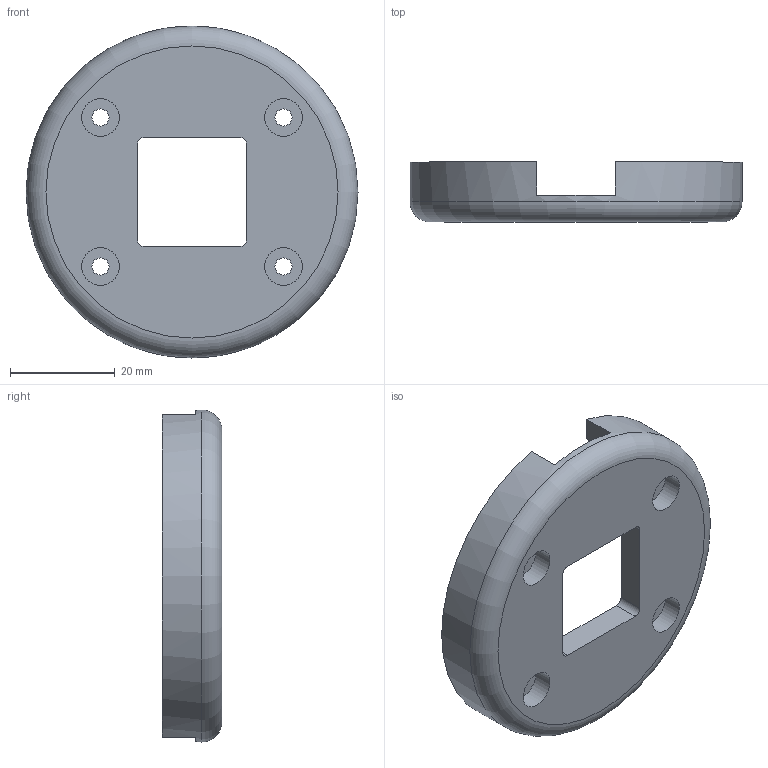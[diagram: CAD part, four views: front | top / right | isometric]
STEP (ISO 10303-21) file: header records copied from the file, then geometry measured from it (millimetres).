
FILE_DESCRIPTION(/* description */ (''),/* implementation_level */ '2;1');
FILE_NAME(/* name */ 'OneButtonCaseTop.step',/* time_stamp */ '2018-01-14T13:35:12-08:00',/* author */ ('ark0'),/* organization */ (''),/* preprocessor_version */ 'ST-DEVELOPER v16.13',/* originating_system */ 'Autodesk Translation Framework v6.5.0.72',/* authorisation */ '');
FILE_SCHEMA (('AUTOMOTIVE_DESIGN { 1 0 10303 214 3 1 1 }'));
Length unit declared in the file: inch
Products named in the file (1): OneButtonCase_Top
Bounding box: 63.5 x 11.43 x 63.5 mm (x, y, z)
Volume: 16994.3 mm3; surface area: 8980.9 mm2
Topology: 1 solids, 1 shells, 32 faces, 79 edges, 53 vertices
Faces by surface type: plane 16, cylinder 15, torus 1
Full cylindrical faces by diameter (mm): 3.3 x4, 7.25 x4, 63.5 x1
Entity records: 1031 total; most frequent: DIRECTION 183, CARTESIAN_POINT 165, ORIENTED_EDGE 158, EDGE_CURVE 79, AXIS2_PLACEMENT_3D 71, VERTEX_POINT 53, EDGE_LOOP 46, LINE 41
